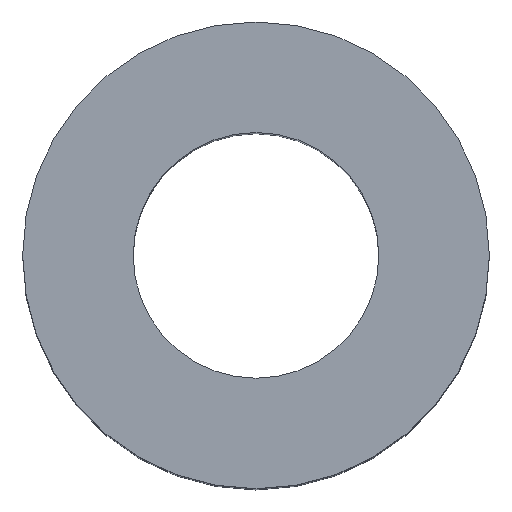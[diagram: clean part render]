
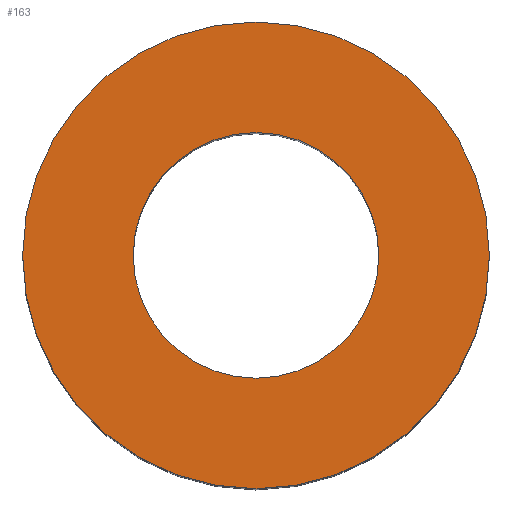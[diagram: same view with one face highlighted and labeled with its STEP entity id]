
A CAD part, top view. The second image highlights one B-rep face of the part: STEP entity #163.
In plain terms, the highlighted planar face has unit normal (0, 0, 1).
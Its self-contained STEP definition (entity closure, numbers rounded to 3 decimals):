
#19=FACE_BOUND('',#54,.T.);
#25=PLANE('',#201);
#37=FACE_OUTER_BOUND('',#53,.T.);
#53=EDGE_LOOP('',(#143));
#54=EDGE_LOOP('',(#144));
#78=CIRCLE('',#197,5.);
#80=CIRCLE('',#200,9.5);
#90=VERTEX_POINT('',#291);
#92=VERTEX_POINT('',#297);
#106=EDGE_CURVE('',#90,#90,#78,.T.);
#109=EDGE_CURVE('',#92,#92,#80,.T.);
#143=ORIENTED_EDGE('',*,*,#109,.T.);
#144=ORIENTED_EDGE('',*,*,#106,.T.);
#163=ADVANCED_FACE('',(#37,#19),#25,.T.);
#197=AXIS2_PLACEMENT_3D('',#292,#245,#246);
#200=AXIS2_PLACEMENT_3D('',#298,#252,#253);
#201=AXIS2_PLACEMENT_3D('',#300,#255,#256);
#245=DIRECTION('center_axis',(0.,0.,-1.));
#246=DIRECTION('ref_axis',(1.,0.,0.));
#252=DIRECTION('center_axis',(0.,0.,1.));
#253=DIRECTION('ref_axis',(1.,0.,0.));
#255=DIRECTION('center_axis',(0.,0.,1.));
#256=DIRECTION('ref_axis',(1.,0.,0.));
#291=CARTESIAN_POINT('',(-5.,0.,29.));
#292=CARTESIAN_POINT('Origin',(0.,0.,29.));
#297=CARTESIAN_POINT('',(-9.5,0.,29.));
#298=CARTESIAN_POINT('Origin',(0.,0.,29.));
#300=CARTESIAN_POINT('Origin',(0.,0.,29.));
